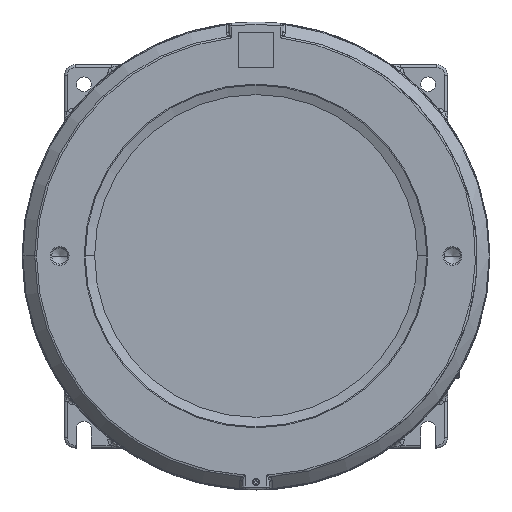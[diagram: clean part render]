
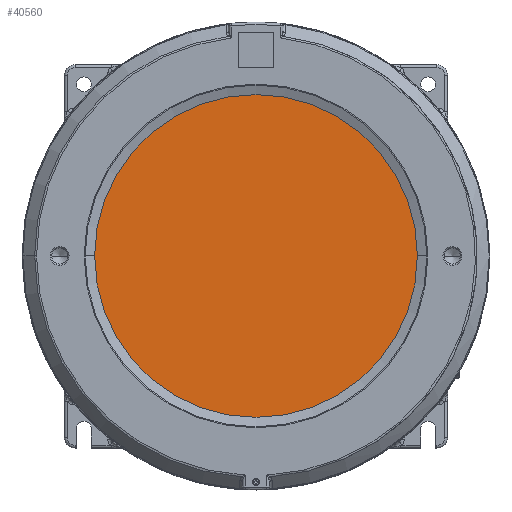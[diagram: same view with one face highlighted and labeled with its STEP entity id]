
A CAD part, top view. The second image highlights one B-rep face of the part: STEP entity #40560.
In plain terms, the highlighted face is planar.
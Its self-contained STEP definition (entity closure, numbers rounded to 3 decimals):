
#535 = EDGE_CURVE ( 'NONE', #23240, #44527, #43091, .T. ) ;
#4136 = FACE_OUTER_BOUND ( 'NONE', #40454, .T. ) ;
#5448 = CIRCLE ( 'NONE', #17007, 120. ) ;
#10185 = PLANE ( 'NONE',  #12340 ) ;
#12340 = AXIS2_PLACEMENT_3D ( 'NONE', #17730, #44056, #21557 ) ;
#12836 = ORIENTED_EDGE ( 'NONE', *, *, #535, .T. ) ;
#14308 = ORIENTED_EDGE ( 'NONE', *, *, #38960, .T. ) ;
#17007 = AXIS2_PLACEMENT_3D ( 'NONE', #17093, #43426, #20914 ) ;
#17093 = CARTESIAN_POINT ( 'NONE',  ( 3., 0., 0. ) ) ;
#17730 = CARTESIAN_POINT ( 'NONE',  ( 3., 0., 0. ) ) ;
#18963 = CARTESIAN_POINT ( 'NONE',  ( 3., 0., 0. ) ) ;
#19454 = DIRECTION ( 'NONE',  ( 0., 0., 1. ) ) ;
#20914 = DIRECTION ( 'NONE',  ( 0., 0., 1. ) ) ;
#21321 = CARTESIAN_POINT ( 'NONE',  ( 3., 0., -120. ) ) ;
#21557 = DIRECTION ( 'NONE',  ( 0., 0., -1. ) ) ;
#23240 = VERTEX_POINT ( 'NONE', #46544 ) ;
#31393 = AXIS2_PLACEMENT_3D ( 'NONE', #18963, #32610, #19454 ) ;
#32610 = DIRECTION ( 'NONE',  ( -1., 0., 0. ) ) ;
#38960 = EDGE_CURVE ( 'NONE', #44527, #23240, #5448, .T. ) ;
#40454 = EDGE_LOOP ( 'NONE', ( #12836, #14308 ) ) ;
#40560 = ADVANCED_FACE ( 'NONE', ( #4136 ), #10185, .F. ) ;
#43091 = CIRCLE ( 'NONE', #31393, 120. ) ;
#43426 = DIRECTION ( 'NONE',  ( -1., 0., 0. ) ) ;
#44056 = DIRECTION ( 'NONE',  ( 1., 0., 0. ) ) ;
#44527 = VERTEX_POINT ( 'NONE', #21321 ) ;
#46544 = CARTESIAN_POINT ( 'NONE',  ( 3., 0., 120. ) ) ;
